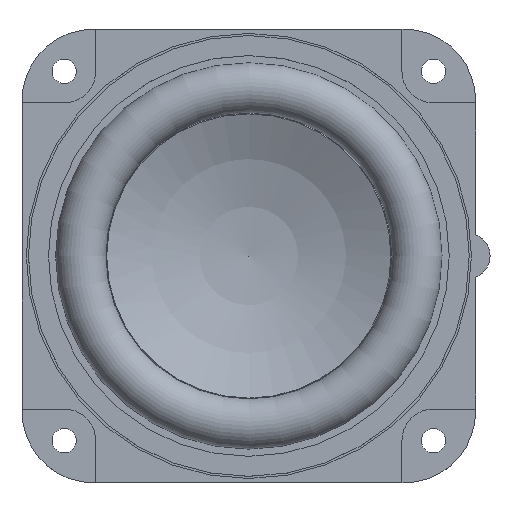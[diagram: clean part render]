
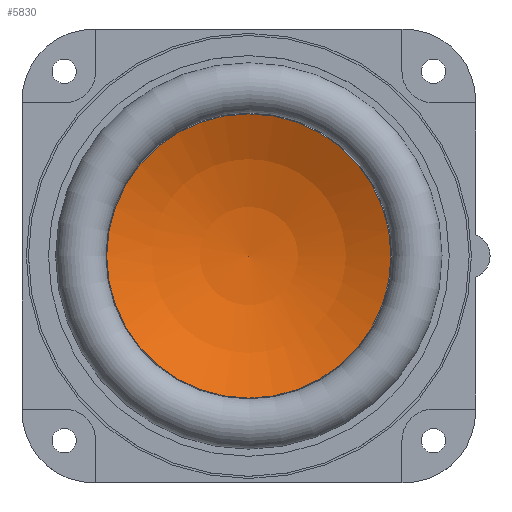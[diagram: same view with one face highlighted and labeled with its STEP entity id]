
A CAD part, top view. The second image highlights one B-rep face of the part: STEP entity #5830.
In plain terms, the highlighted spherical face has radius 21.106 mm.
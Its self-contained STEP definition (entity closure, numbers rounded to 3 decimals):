
#34=SPHERICAL_SURFACE('',#6463,21.106);
#1714=FACE_OUTER_BOUND('',#2091,.T.);
#2091=EDGE_LOOP('',(#5293));
#2451=CIRCLE('',#6462,9.931);
#2971=VERTEX_POINT('',#10451);
#3755=EDGE_CURVE('',#2971,#2971,#2451,.T.);
#5293=ORIENTED_EDGE('',*,*,#3755,.F.);
#5830=ADVANCED_FACE('',(#1714),#34,.F.);
#6462=AXIS2_PLACEMENT_3D('',#10452,#8089,#8090);
#6463=AXIS2_PLACEMENT_3D('',#10453,#8091,#8092);
#8089=DIRECTION('center_axis',(0.,0.,-1.));
#8090=DIRECTION('ref_axis',(1.,0.,0.));
#8091=DIRECTION('center_axis',(0.,0.,-1.));
#8092=DIRECTION('ref_axis',(1.,0.,0.));
#10451=CARTESIAN_POINT('',(-9.931,0.,10.732));
#10452=CARTESIAN_POINT('Origin',(0.,0.,10.732));
#10453=CARTESIAN_POINT('Origin',(0.,0.,29.356));
